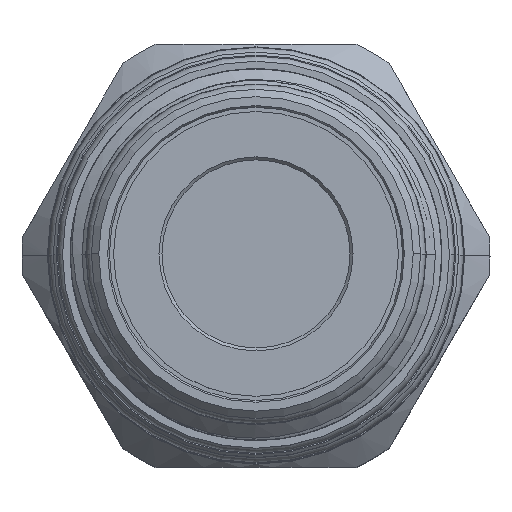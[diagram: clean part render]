
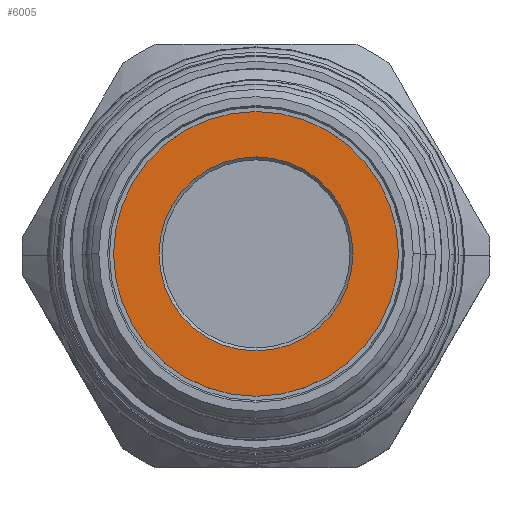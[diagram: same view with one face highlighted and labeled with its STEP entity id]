
A CAD part, top view. The second image highlights one B-rep face of the part: STEP entity #6005.
In plain terms, the highlighted planar face has unit normal (0, 0, 1).
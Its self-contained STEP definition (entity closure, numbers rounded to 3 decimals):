
#232 = CIRCLE ( 'NONE', #8277, 6.55 ) ;
#322 = EDGE_CURVE ( 'NONE', #633, #6753, #567, .T. ) ;
#360 = DIRECTION ( 'NONE',  ( 0., -1., 0. ) ) ;
#473 = AXIS2_PLACEMENT_3D ( 'NONE', #3451, #5637, #7646 ) ;
#567 = CIRCLE ( 'NONE', #4108, 9.615 ) ;
#633 = VERTEX_POINT ( 'NONE', #7644 ) ;
#739 = FACE_BOUND ( 'NONE', #3702, .T. ) ;
#881 = ORIENTED_EDGE ( 'NONE', *, *, #4042, .T. ) ;
#1258 = AXIS2_PLACEMENT_3D ( 'NONE', #1735, #2408, #3110 ) ;
#1295 = CIRCLE ( 'NONE', #1983, 9.615 ) ;
#1735 = CARTESIAN_POINT ( 'NONE',  ( 0., 0., 19.06 ) ) ;
#1983 = AXIS2_PLACEMENT_3D ( 'NONE', #3613, #7092, #8447 ) ;
#2408 = DIRECTION ( 'NONE',  ( 0., 0., 1. ) ) ;
#2436 = FACE_OUTER_BOUND ( 'NONE', #6097, .T. ) ;
#3110 = DIRECTION ( 'NONE',  ( 0., 1., 0. ) ) ;
#3404 = CARTESIAN_POINT ( 'NONE',  ( 0., 0., 19.06 ) ) ;
#3451 = CARTESIAN_POINT ( 'NONE',  ( 0., 0., 19.06 ) ) ;
#3469 = VERTEX_POINT ( 'NONE', #7974 ) ;
#3606 = CARTESIAN_POINT ( 'NONE',  ( 0., 9.615, 19.06 ) ) ;
#3613 = CARTESIAN_POINT ( 'NONE',  ( 0., 0., 19.06 ) ) ;
#3702 = EDGE_LOOP ( 'NONE', ( #6901, #881 ) ) ;
#3846 = DIRECTION ( 'NONE',  ( 0., 0., -1. ) ) ;
#4042 = EDGE_CURVE ( 'NONE', #6189, #3469, #232, .T. ) ;
#4108 = AXIS2_PLACEMENT_3D ( 'NONE', #5211, #3846, #360 ) ;
#4211 = EDGE_CURVE ( 'NONE', #6753, #633, #1295, .T. ) ;
#4716 = DIRECTION ( 'NONE',  ( 0., -1., 0. ) ) ;
#4730 = ORIENTED_EDGE ( 'NONE', *, *, #322, .F. ) ;
#5211 = CARTESIAN_POINT ( 'NONE',  ( 0., 0., 19.06 ) ) ;
#5374 = DIRECTION ( 'NONE',  ( 0., 0., -1. ) ) ;
#5558 = ORIENTED_EDGE ( 'NONE', *, *, #4211, .F. ) ;
#5637 = DIRECTION ( 'NONE',  ( 0., 0., -1. ) ) ;
#5767 = CIRCLE ( 'NONE', #473, 6.55 ) ;
#6005 = ADVANCED_FACE ( 'NONE', ( #739, #2436 ), #8707, .T. ) ;
#6097 = EDGE_LOOP ( 'NONE', ( #4730, #5558 ) ) ;
#6189 = VERTEX_POINT ( 'NONE', #6867 ) ;
#6753 = VERTEX_POINT ( 'NONE', #3606 ) ;
#6867 = CARTESIAN_POINT ( 'NONE',  ( 0., -6.55, 19.06 ) ) ;
#6901 = ORIENTED_EDGE ( 'NONE', *, *, #8657, .T. ) ;
#7092 = DIRECTION ( 'NONE',  ( 0., 0., -1. ) ) ;
#7644 = CARTESIAN_POINT ( 'NONE',  ( 0., -9.615, 19.06 ) ) ;
#7646 = DIRECTION ( 'NONE',  ( 0., -1., 0. ) ) ;
#7974 = CARTESIAN_POINT ( 'NONE',  ( 0., 6.55, 19.06 ) ) ;
#8277 = AXIS2_PLACEMENT_3D ( 'NONE', #3404, #5374, #4716 ) ;
#8447 = DIRECTION ( 'NONE',  ( 0., -1., 0. ) ) ;
#8657 = EDGE_CURVE ( 'NONE', #3469, #6189, #5767, .T. ) ;
#8707 = PLANE ( 'NONE',  #1258 ) ;
